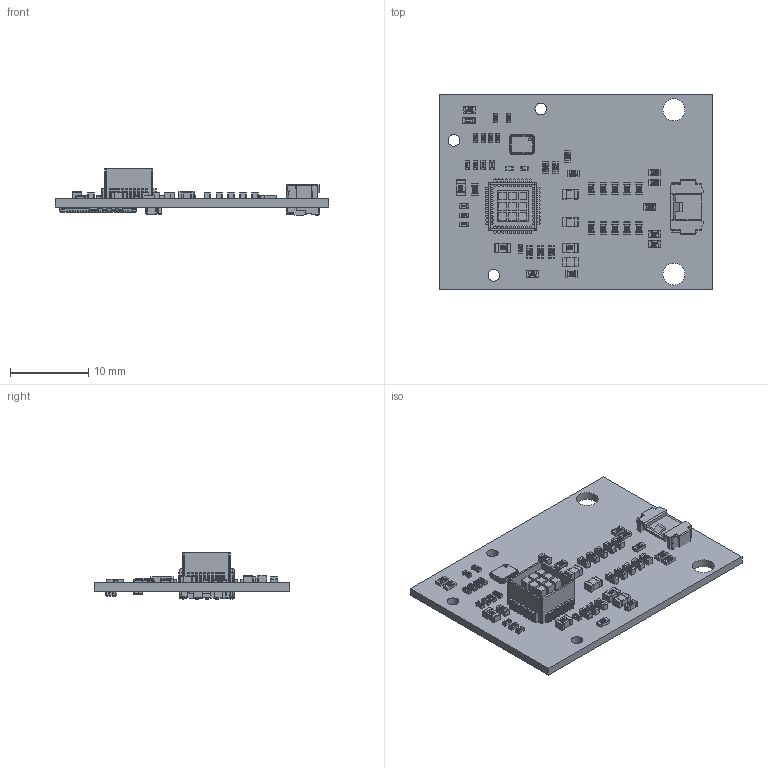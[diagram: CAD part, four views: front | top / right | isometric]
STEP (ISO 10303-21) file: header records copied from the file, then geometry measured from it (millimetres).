
FILE_DESCRIPTION(('Open CASCADE Model'),'2;1');
FILE_NAME('Open CASCADE Shape Model','2021-11-10T15:27:50',('Author'),( 'Open CASCADE'),'Open CASCADE STEP processor 6.8','Open CASCADE 6.8' ,'Unknown');
FILE_SCHEMA(('AUTOMOTIVE_DESIGN { 1 0 10303 214 1 1 1 1 }'));
Length unit declared in the file: millimetre
Products named in the file (92): PCB; Board; Open CASCADE STEP translator 6.8 1.1.1; Y1; crystal-3225; R28; RES_1005-0402; R27; R26; R25; R24; R23; R22; R21; P1; 1707287; Open CASCADE STEP translator 6.8 1.11.1.1; Open CASCADE STEP translator 6.8 1.11.1.2; L2; SL0805; L1; E2; E1; C24; C0402; C23; C22; 0603_1608; C21; C20; C19; C18; C17; C0805; C16; C15; C14; C13; C12; C11 ...
Assembly tree (186 placements, depth 4):
  PCB
    Board
      Open CASCADE STEP translator 6.8 1.1.1
    Y1
      crystal-3225
    R28
      RES_1005-0402
    R27
      RES_1005-0402
    R26
      RES_1005-0402
    R25
      RES_1005-0402
    R24
      RES_1005-0402
    R23
      RES_1005-0402
    R22
      RES_1005-0402
    R21
      RES_1005-0402
    P1
      1707287
        Open CASCADE STEP translator 6.8 1.11.1.1
        Open CASCADE STEP translator 6.8 1.11.1.2
    L2
      SL0805
    L1
      SL0805
    E2
      SL0805
    E1
      SL0805
    C24
      C0402
    C23
      C0402
    C22
      0603_1608
    C21
      0603_1608
    C20
      0603_1608
    C19
      0603_1608
    C18
      0603_1608
    C17
      C0805
    C16
      0603_1608
    C15
      0603_1608
    C14
      0603_1608
    C13
      C0805
    C12
      0603_1608
    C11
Bounding box: 34.98 x 24.99 x 5.88 mm (x, y, z)
Volume: 1101.7 mm3; surface area: 3052.5 mm2
Topology: 173 solids, 173 shells, 10955 faces, 27988 edges, 17202 vertices
Faces by surface type: bspline 5026, plane 4581, cylinder 1268, sphere 68, cone 8, torus 4
Full cylindrical faces by diameter (mm): 1.5 x3, 2.8 x2
Entity records: 75346 total; most frequent: CARTESIAN_POINT 19127, ORIENTED_EDGE 10636, DIRECTION 8701, EDGE_CURVE 5318, LINE 3793, VECTOR 3793, VERTEX_POINT 3390, AXIS2_PLACEMENT_3D 2454
